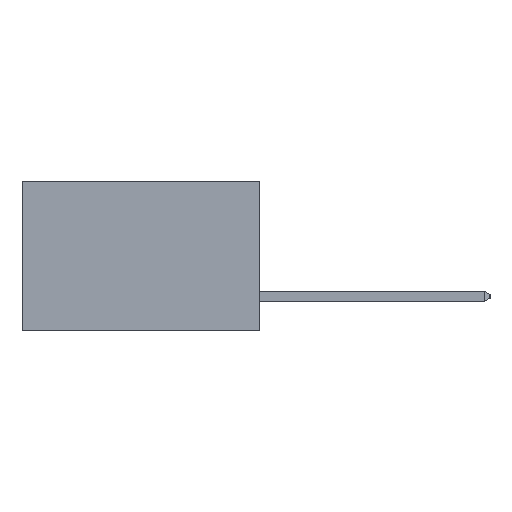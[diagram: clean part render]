
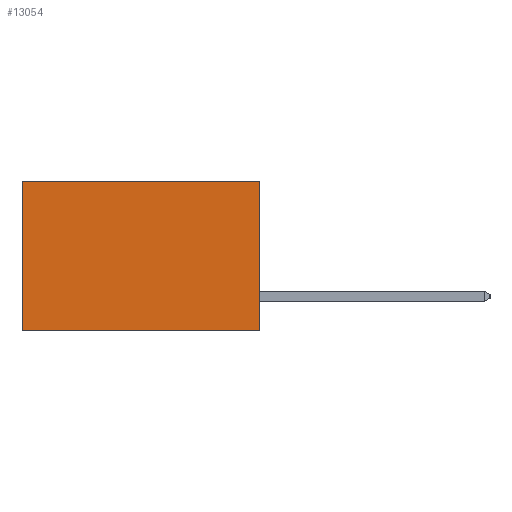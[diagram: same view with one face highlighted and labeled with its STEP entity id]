
A CAD part, left-side view. The second image highlights one B-rep face of the part: STEP entity #13054.
In plain terms, the highlighted planar face has unit normal (-1, 0, 0).
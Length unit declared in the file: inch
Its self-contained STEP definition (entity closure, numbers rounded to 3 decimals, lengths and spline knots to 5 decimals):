
#105 = VECTOR ( 'NONE', #26735, 39.37008 ) ;
#403 = EDGE_CURVE ( 'NONE', #9529, #22622, #16665, .T. ) ;
#2389 = CARTESIAN_POINT ( 'NONE',  ( 0.277, 0., -0.37 ) ) ;
#2401 = ORIENTED_EDGE ( 'NONE', *, *, #24658, .F. ) ;
#2434 = EDGE_CURVE ( 'NONE', #22622, #12536, #16181, .T. ) ;
#3520 = VECTOR ( 'NONE', #24588, 39.37008 ) ;
#3595 = DIRECTION ( 'NONE',  ( 0., 1., 0. ) ) ;
#4356 = PLANE ( 'NONE',  #12271 ) ;
#6521 = DIRECTION ( 'NONE',  ( 0., 0., -1. ) ) ;
#6667 = DIRECTION ( 'NONE',  ( 0., 0., -1. ) ) ;
#8087 = ORIENTED_EDGE ( 'NONE', *, *, #15503, .F. ) ;
#9529 = VERTEX_POINT ( 'NONE', #24189 ) ;
#9871 = LINE ( 'NONE', #10305, #3520 ) ;
#10305 = CARTESIAN_POINT ( 'NONE',  ( 0.277, 0., -0.37 ) ) ;
#10685 = ORIENTED_EDGE ( 'NONE', *, *, #403, .T. ) ;
#11178 = VECTOR ( 'NONE', #3595, 39.37008 ) ;
#11449 = EDGE_LOOP ( 'NONE', ( #15227, #2401, #8087, #10685 ) ) ;
#12271 = AXIS2_PLACEMENT_3D ( 'NONE', #18868, #18952, #6521 ) ;
#12536 = VERTEX_POINT ( 'NONE', #23372 ) ;
#12818 = CARTESIAN_POINT ( 'NONE',  ( 0.277, 0.59, 0. ) ) ;
#13054 = ADVANCED_FACE ( 'NONE', ( #25487 ), #4356, .F. ) ;
#14018 = CARTESIAN_POINT ( 'NONE',  ( 0.277, 0., -0.37 ) ) ;
#15227 = ORIENTED_EDGE ( 'NONE', *, *, #2434, .T. ) ;
#15503 = EDGE_CURVE ( 'NONE', #9529, #17541, #23131, .T. ) ;
#16181 = LINE ( 'NONE', #16367, #105 ) ;
#16367 = CARTESIAN_POINT ( 'NONE',  ( 0.277, 0.59, -0.37 ) ) ;
#16665 = LINE ( 'NONE', #20272, #11178 ) ;
#17541 = VERTEX_POINT ( 'NONE', #14018 ) ;
#17779 = VECTOR ( 'NONE', #6667, 39.37008 ) ;
#18868 = CARTESIAN_POINT ( 'NONE',  ( 0.277, 0., -0.37 ) ) ;
#18952 = DIRECTION ( 'NONE',  ( 1., 0., 0. ) ) ;
#20272 = CARTESIAN_POINT ( 'NONE',  ( 0.277, 0., 0. ) ) ;
#22622 = VERTEX_POINT ( 'NONE', #12818 ) ;
#23131 = LINE ( 'NONE', #2389, #17779 ) ;
#23372 = CARTESIAN_POINT ( 'NONE',  ( 0.277, 0.59, -0.37 ) ) ;
#24189 = CARTESIAN_POINT ( 'NONE',  ( 0.277, 0., 0. ) ) ;
#24588 = DIRECTION ( 'NONE',  ( 0., 1., 0. ) ) ;
#24658 = EDGE_CURVE ( 'NONE', #17541, #12536, #9871, .T. ) ;
#25487 = FACE_OUTER_BOUND ( 'NONE', #11449, .T. ) ;
#26735 = DIRECTION ( 'NONE',  ( 0., 0., -1. ) ) ;
